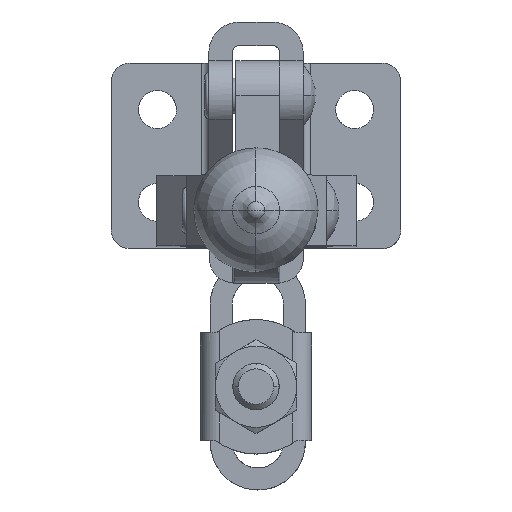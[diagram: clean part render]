
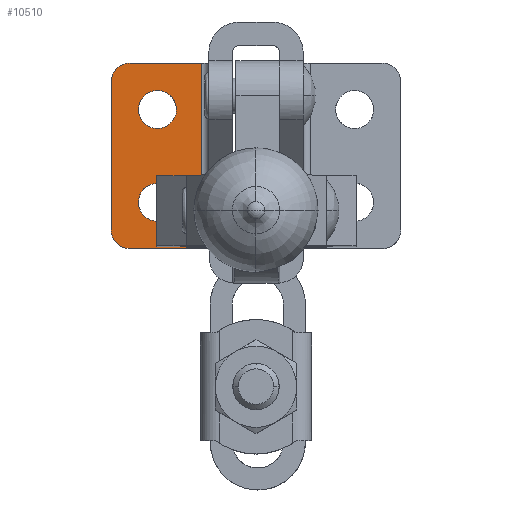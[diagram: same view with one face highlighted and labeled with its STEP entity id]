
A CAD part, top view. The second image highlights one B-rep face of the part: STEP entity #10510.
In plain terms, the highlighted planar face has unit normal (0, 0, 1).
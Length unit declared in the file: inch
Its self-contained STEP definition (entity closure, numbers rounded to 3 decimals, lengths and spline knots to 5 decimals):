
#4368=EDGE_CURVE('',#12710,#4798,#13369,.T.);
#4561=EDGE_CURVE('',#6399,#6808,#13571,.T.);
#4798=VERTEX_POINT('',#13823);
#5183=VERTEX_POINT('',#14240);
#6399=VERTEX_POINT('',#15552);
#6808=VERTEX_POINT('',#15987);
#6987=EDGE_CURVE('',#9756,#12710,#16178,.T.);
#7203=VERTEX_POINT('',#16408);
#7707=VERTEX_POINT('',#16956);
#7722=VERTEX_POINT('',#16972);
#8713=EDGE_CURVE('',#7722,#5183,#18033,.T.);
#9681=EDGE_CURVE('',#7722,#9756,#19072,.T.);
#9756=VERTEX_POINT('',#19150);
#10017=VERTEX_POINT('',#19428);
#10098=EDGE_CURVE('',#6808,#6399,#19514,.T.);
#10510=ADVANCED_FACE('',(#19956,#19957,#19958),#19959,.T.);
#11623=EDGE_CURVE('',#7203,#5183,#21138,.T.);
#12317=EDGE_CURVE('',#7707,#10017,#21886,.T.);
#12618=EDGE_CURVE('',#10017,#7707,#22198,.T.);
#12710=VERTEX_POINT('',#22296);
#12914=EDGE_CURVE('',#4798,#7203,#22513,.T.);
#13369=B_SPLINE_CURVE_WITH_KNOTS('',1,(#23033,#23034),.UNSPECIFIED.,.F.,.F.,(2,2),(-0.0183,0.0019),.UNSPECIFIED.);
#13571=(B_SPLINE_CURVE(3,(#23552,#23553,#23554,#23555),.UNSPECIFIED.,.F.,.F.)B_SPLINE_CURVE_WITH_KNOTS((4,4),(-3.14159,0.0),.UNSPECIFIED.)RATIONAL_B_SPLINE_CURVE((1.0,0.333,0.333,1.0))BOUNDED_CURVE()REPRESENTATION_ITEM('')GEOMETRIC_REPRESENTATION_ITEM()CURVE());
#13823=CARTESIAN_POINT('',(-0.7815,-0.10236,0.12598));
#14240=CARTESIAN_POINT('',(-0.29331,0.0,0.12598));
#15552=CARTESIAN_POINT('',(-0.63386,-0.25,0.12598));
#15987=CARTESIAN_POINT('',(-0.42913,-0.25,0.12598));
#16178=(B_SPLINE_CURVE(3,(#30367,#30368,#30369,#30370),.UNSPECIFIED.,.F.,.F.)B_SPLINE_CURVE_WITH_KNOTS((4,4),(4.71239,6.28319),.UNSPECIFIED.)RATIONAL_B_SPLINE_CURVE((1.0,0.805,0.805,1.0))BOUNDED_CURVE()REPRESENTATION_ITEM('')GEOMETRIC_REPRESENTATION_ITEM()CURVE());
#16408=CARTESIAN_POINT('',(-0.67913,0.,0.12598));
#16956=CARTESIAN_POINT('',(-0.42913,-0.75,0.12598));
#16972=CARTESIAN_POINT('',(-0.29331,-1.0,0.12598));
#18033=B_SPLINE_CURVE_WITH_KNOTS('',1,(#35693,#35694),.UNSPECIFIED.,.F.,.F.,(2,2),(-0.0372,-0.0118),.UNSPECIFIED.);
#19072=B_SPLINE_CURVE_WITH_KNOTS('',1,(#38628,#38629),.UNSPECIFIED.,.F.,.F.,(2,2),(-0.0124,-0.0026),.UNSPECIFIED.);
#19150=CARTESIAN_POINT('',(-0.67913,-1.0,0.12598));
#19428=CARTESIAN_POINT('',(-0.63386,-0.75,0.12598));
#19514=(B_SPLINE_CURVE(3,(#39692,#39693,#39694,#39695),.UNSPECIFIED.,.F.,.F.)B_SPLINE_CURVE_WITH_KNOTS((4,4),(-6.28319,-3.14159),.UNSPECIFIED.)RATIONAL_B_SPLINE_CURVE((1.0,0.333,0.333,1.0))BOUNDED_CURVE()REPRESENTATION_ITEM('')GEOMETRIC_REPRESENTATION_ITEM()CURVE());
#19956=FACE_OUTER_BOUND('',#40728,.T.);
#19957=FACE_BOUND('',#40729,.T.);
#19958=FACE_BOUND('',#40730,.T.);
#19959=PLANE('',#40731);
#21138=B_SPLINE_CURVE_WITH_KNOTS('',1,(#44214,#44215),.UNSPECIFIED.,.F.,.F.,(2,2),(0.0026,0.0124),.UNSPECIFIED.);
#21886=(B_SPLINE_CURVE(3,(#46843,#46844,#46845,#46846),.UNSPECIFIED.,.F.,.F.)B_SPLINE_CURVE_WITH_KNOTS((4,4),(-6.28319,-3.14159),.UNSPECIFIED.)RATIONAL_B_SPLINE_CURVE((1.0,0.333,0.333,1.0))BOUNDED_CURVE()REPRESENTATION_ITEM('')GEOMETRIC_REPRESENTATION_ITEM()CURVE());
#22198=(B_SPLINE_CURVE(3,(#48066,#48067,#48068,#48069),.UNSPECIFIED.,.F.,.F.)B_SPLINE_CURVE_WITH_KNOTS((4,4),(-3.14159,0.0),.UNSPECIFIED.)RATIONAL_B_SPLINE_CURVE((1.0,0.333,0.333,1.0))BOUNDED_CURVE()REPRESENTATION_ITEM('')GEOMETRIC_REPRESENTATION_ITEM()CURVE());
#22296=CARTESIAN_POINT('',(-0.7815,-0.89764,0.12598));
#22513=(B_SPLINE_CURVE(3,(#48820,#48821,#48822,#48823),.UNSPECIFIED.,.F.,.F.)B_SPLINE_CURVE_WITH_KNOTS((4,4),(0.0,1.5708),.UNSPECIFIED.)RATIONAL_B_SPLINE_CURVE((1.0,0.805,0.805,1.0))BOUNDED_CURVE()REPRESENTATION_ITEM('')GEOMETRIC_REPRESENTATION_ITEM()CURVE());
#23033=CARTESIAN_POINT('',(-0.7815,-0.89764,0.12598));
#23034=CARTESIAN_POINT('',(-0.7815,-0.10236,0.12598));
#23552=CARTESIAN_POINT('',(-0.63386,-0.25,0.12598));
#23553=CARTESIAN_POINT('',(-0.63386,-0.45472,0.12598));
#23554=CARTESIAN_POINT('',(-0.42913,-0.45472,0.12598));
#23555=CARTESIAN_POINT('',(-0.42913,-0.25,0.12598));
#30367=CARTESIAN_POINT('',(-0.67913,-1.0,0.12598));
#30368=CARTESIAN_POINT('',(-0.7391,-1.0,0.12598));
#30369=CARTESIAN_POINT('',(-0.7815,-0.9576,0.12598));
#30370=CARTESIAN_POINT('',(-0.7815,-0.89764,0.12598));
#35693=CARTESIAN_POINT('',(-0.29331,-1.0,0.12598));
#35694=CARTESIAN_POINT('',(-0.29331,0.0,0.12598));
#38628=CARTESIAN_POINT('',(-0.29331,-1.0,0.12598));
#38629=CARTESIAN_POINT('',(-0.67913,-1.0,0.12598));
#39692=CARTESIAN_POINT('',(-0.42913,-0.25,0.12598));
#39693=CARTESIAN_POINT('',(-0.42913,-0.04528,0.12598));
#39694=CARTESIAN_POINT('',(-0.63386,-0.04528,0.12598));
#39695=CARTESIAN_POINT('',(-0.63386,-0.25,0.12598));
#40728=EDGE_LOOP('',(#56481,#56482,#56483,#56484,#56485,#56486));
#40729=EDGE_LOOP('',(#56487,#56488));
#40730=EDGE_LOOP('',(#56489,#56490));
#40731=AXIS2_PLACEMENT_3D('',#56491,#56492,#56493);
#44214=CARTESIAN_POINT('',(-0.67913,0.,0.12598));
#44215=CARTESIAN_POINT('',(-0.29331,0.0,0.12598));
#46843=CARTESIAN_POINT('',(-0.42913,-0.75,0.12598));
#46844=CARTESIAN_POINT('',(-0.42913,-0.54528,0.12598));
#46845=CARTESIAN_POINT('',(-0.63386,-0.54528,0.12598));
#46846=CARTESIAN_POINT('',(-0.63386,-0.75,0.12598));
#48066=CARTESIAN_POINT('',(-0.63386,-0.75,0.12598));
#48067=CARTESIAN_POINT('',(-0.63386,-0.95472,0.12598));
#48068=CARTESIAN_POINT('',(-0.42913,-0.95472,0.12598));
#48069=CARTESIAN_POINT('',(-0.42913,-0.75,0.12598));
#48820=CARTESIAN_POINT('',(-0.7815,-0.10236,0.12598));
#48821=CARTESIAN_POINT('',(-0.7815,-0.0424,0.12598));
#48822=CARTESIAN_POINT('',(-0.7391,0.,0.12598));
#48823=CARTESIAN_POINT('',(-0.67913,0.,0.12598));
#56481=ORIENTED_EDGE('',*,*,#9681,.F.);
#56482=ORIENTED_EDGE('',*,*,#8713,.T.);
#56483=ORIENTED_EDGE('',*,*,#11623,.F.);
#56484=ORIENTED_EDGE('',*,*,#12914,.F.);
#56485=ORIENTED_EDGE('',*,*,#4368,.F.);
#56486=ORIENTED_EDGE('',*,*,#6987,.F.);
#56487=ORIENTED_EDGE('',*,*,#12618,.F.);
#56488=ORIENTED_EDGE('',*,*,#12317,.F.);
#56489=ORIENTED_EDGE('',*,*,#4561,.F.);
#56490=ORIENTED_EDGE('',*,*,#10098,.F.);
#56491=CARTESIAN_POINT('',(-0.7815,-1.0,0.12598));
#56492=DIRECTION('',(0.,0.,1.0));
#56493=DIRECTION('',(1.0,0.,0.));
